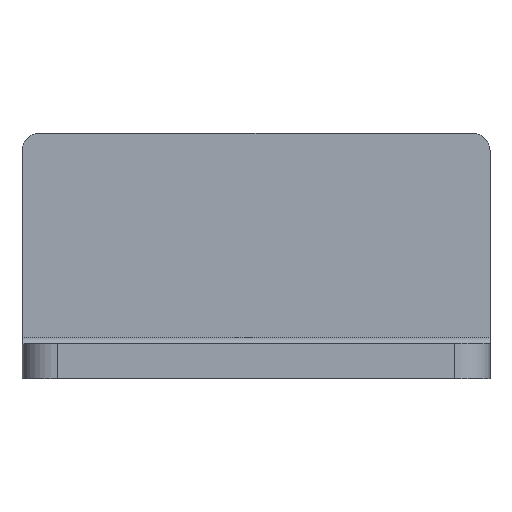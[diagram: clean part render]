
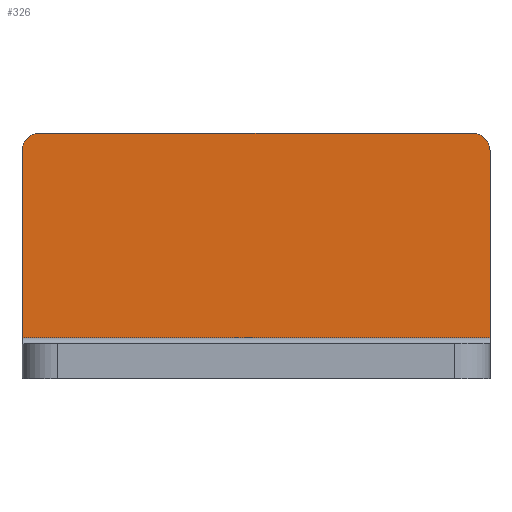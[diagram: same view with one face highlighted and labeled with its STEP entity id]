
A CAD part, left-side view. The second image highlights one B-rep face of the part: STEP entity #326.
In plain terms, the highlighted planar face has unit normal (-1, 0, 0).
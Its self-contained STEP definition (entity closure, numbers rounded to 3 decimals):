
#15=PLANE('',#360);
#26=FACE_OUTER_BOUND('',#44,.T.);
#44=EDGE_LOOP('',(#225,#226,#227,#228,#229,#230));
#61=LINE('',#499,#93);
#63=LINE('',#505,#95);
#64=LINE('',#509,#96);
#65=LINE('',#512,#97);
#93=VECTOR('',#397,10.);
#95=VECTOR('',#403,10.);
#96=VECTOR('',#406,10.);
#97=VECTOR('',#409,10.);
#127=CIRCLE('',#361,1.5);
#128=CIRCLE('',#362,1.5);
#142=VERTEX_POINT('',#496);
#143=VERTEX_POINT('',#498);
#145=VERTEX_POINT('',#504);
#146=VERTEX_POINT('',#506);
#147=VERTEX_POINT('',#508);
#148=VERTEX_POINT('',#510);
#174=EDGE_CURVE('',#142,#143,#61,.T.);
#177=EDGE_CURVE('',#145,#142,#63,.T.);
#178=EDGE_CURVE('',#146,#145,#127,.T.);
#179=EDGE_CURVE('',#147,#146,#64,.T.);
#180=EDGE_CURVE('',#148,#147,#128,.T.);
#181=EDGE_CURVE('',#143,#148,#65,.T.);
#225=ORIENTED_EDGE('',*,*,#174,.F.);
#226=ORIENTED_EDGE('',*,*,#177,.F.);
#227=ORIENTED_EDGE('',*,*,#178,.F.);
#228=ORIENTED_EDGE('',*,*,#179,.F.);
#229=ORIENTED_EDGE('',*,*,#180,.F.);
#230=ORIENTED_EDGE('',*,*,#181,.F.);
#326=ADVANCED_FACE('',(#26),#15,.F.);
#360=AXIS2_PLACEMENT_3D('',#503,#401,#402);
#361=AXIS2_PLACEMENT_3D('',#507,#404,#405);
#362=AXIS2_PLACEMENT_3D('',#511,#407,#408);
#397=DIRECTION('',(0.,1.,0.));
#401=DIRECTION('center_axis',(1.,0.,0.));
#402=DIRECTION('ref_axis',(0.,1.,0.));
#403=DIRECTION('',(0.,0.,-1.));
#404=DIRECTION('center_axis',(1.,0.,0.));
#405=DIRECTION('ref_axis',(0.,-0.707,0.707));
#406=DIRECTION('',(0.,-1.,0.));
#407=DIRECTION('center_axis',(1.,0.,0.));
#408=DIRECTION('ref_axis',(0.,0.707,0.707));
#409=DIRECTION('',(0.,0.,1.));
#496=CARTESIAN_POINT('',(0.,0.,0.5));
#498=CARTESIAN_POINT('',(0.,40.,0.5));
#499=CARTESIAN_POINT('',(0.,20.,0.5));
#503=CARTESIAN_POINT('Origin',(0.,20.,9.));
#504=CARTESIAN_POINT('',(0.,0.,16.5));
#505=CARTESIAN_POINT('',(0.,0.,18.));
#506=CARTESIAN_POINT('',(0.,1.5,18.));
#507=CARTESIAN_POINT('Origin',(0.,1.5,16.5));
#508=CARTESIAN_POINT('',(0.,38.5,18.));
#509=CARTESIAN_POINT('',(0.,40.,18.));
#510=CARTESIAN_POINT('',(0.,40.,16.5));
#511=CARTESIAN_POINT('Origin',(0.,38.5,16.5));
#512=CARTESIAN_POINT('',(0.,40.,0.));
